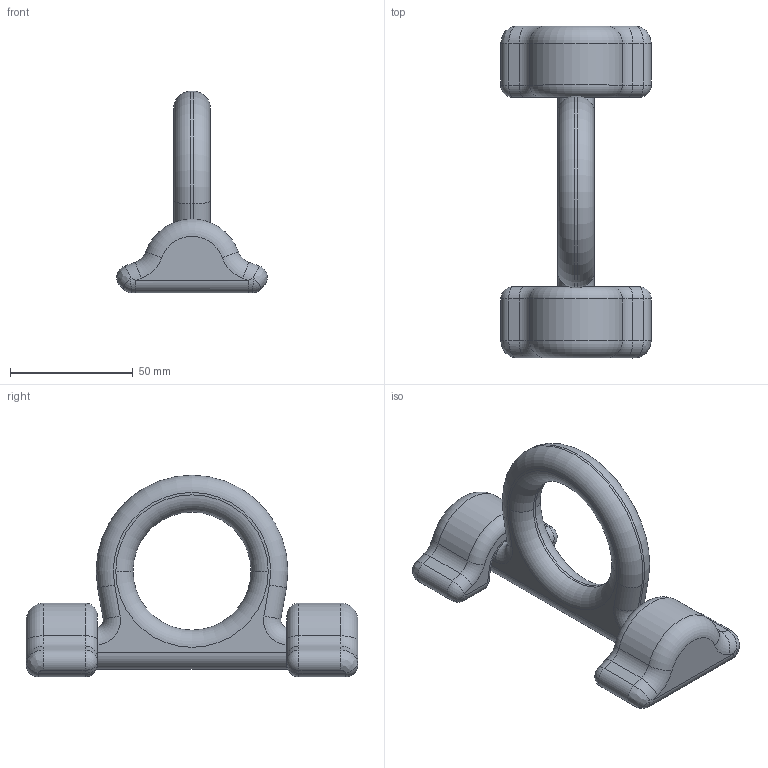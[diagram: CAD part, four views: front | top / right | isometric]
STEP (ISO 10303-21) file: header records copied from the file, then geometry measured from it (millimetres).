
FILE_DESCRIPTION(('CATIA V5 STEP Exchange'),'2;1');
FILE_NAME('YK8082-04B.stp','2014-02-14T05:19:31+00:00',('none'),('none'),'CATIA Version 5 Release 21 GA (IN-10)','CATIA V5 STEP AP203','none');
FILE_SCHEMA(('CONFIG_CONTROL_DESIGN'));
Length unit declared in the file: millimetre
Products named in the file (1): 8-082-04提供客戶圖面
Bounding box: 61.22 x 135 x 82 mm (x, y, z)
Volume: 104623.7 mm3; surface area: 25215.5 mm2
Topology: 1 solids, 1 shells, 162 faces, 380 edges, 200 vertices
Faces by surface type: cylinder 71, plane 29, torus 26, bspline 24, sphere 12
Entity records: 6692 total; most frequent: CARTESIAN_POINT 3397, ORIENTED_EDGE 720, DIRECTION 546, EDGE_CURVE 360, AXIS2_PLACEMENT_3D 273, VERTEX_POINT 200, EDGE_LOOP 164, ADVANCED_FACE 162
